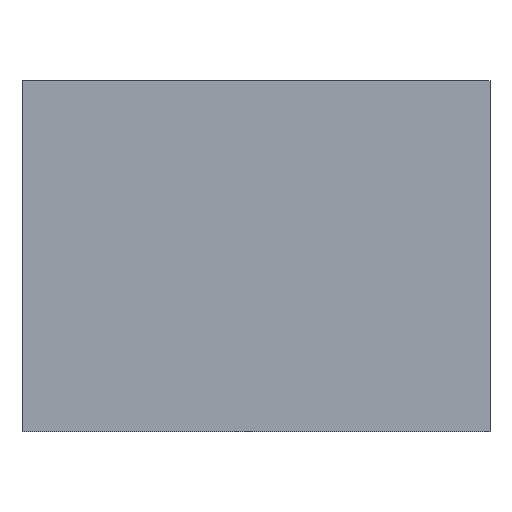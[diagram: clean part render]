
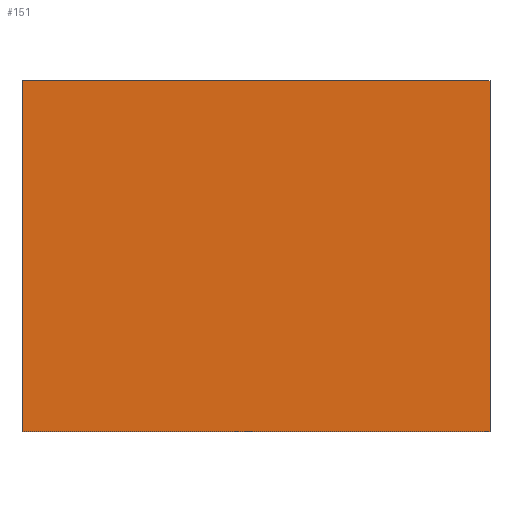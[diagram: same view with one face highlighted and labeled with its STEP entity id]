
A CAD part, front view. The second image highlights one B-rep face of the part: STEP entity #151.
In plain terms, the highlighted planar face has unit normal (0, -1, 0).
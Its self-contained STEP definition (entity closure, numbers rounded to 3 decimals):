
#8 = CARTESIAN_POINT ( 'NONE',  ( 1., 0., 0.75 ) ) ;
#16 = PLANE ( 'NONE',  #200 ) ;
#37 = DIRECTION ( 'NONE',  ( 0., 0., 1. ) ) ;
#74 = ORIENTED_EDGE ( 'NONE', *, *, #122, .F. ) ;
#90 = VERTEX_POINT ( 'NONE', #101 ) ;
#98 = CARTESIAN_POINT ( 'NONE',  ( 1., 0., -0.75 ) ) ;
#101 = CARTESIAN_POINT ( 'NONE',  ( -1., 0., -0.75 ) ) ;
#115 = DIRECTION ( 'NONE',  ( 1., 0., 0. ) ) ;
#116 = CARTESIAN_POINT ( 'NONE',  ( 1., 0., 0.75 ) ) ;
#117 = CARTESIAN_POINT ( 'NONE',  ( -1., 0., 0.75 ) ) ;
#118 = FACE_OUTER_BOUND ( 'NONE', #142, .T. ) ;
#122 = EDGE_CURVE ( 'NONE', #289, #90, #353, .T. ) ;
#142 = EDGE_LOOP ( 'NONE', ( #354, #74, #187, #165 ) ) ;
#151 = ADVANCED_FACE ( 'NONE', ( #118 ), #16, .F. ) ;
#160 = EDGE_CURVE ( 'NONE', #202, #168, #264, .T. ) ;
#165 = ORIENTED_EDGE ( 'NONE', *, *, #160, .F. ) ;
#168 = VERTEX_POINT ( 'NONE', #116 ) ;
#170 = EDGE_CURVE ( 'NONE', #168, #289, #228, .T. ) ;
#173 = DIRECTION ( 'NONE',  ( 0., 1., 0. ) ) ;
#187 = ORIENTED_EDGE ( 'NONE', *, *, #170, .F. ) ;
#195 = VECTOR ( 'NONE', #269, 1000. ) ;
#196 = CARTESIAN_POINT ( 'NONE',  ( 0., 0., 0. ) ) ;
#200 = AXIS2_PLACEMENT_3D ( 'NONE', #196, #173, #37 ) ;
#202 = VERTEX_POINT ( 'NONE', #117 ) ;
#203 = DIRECTION ( 'NONE',  ( -1., 0., 0. ) ) ;
#207 = CARTESIAN_POINT ( 'NONE',  ( 1., 0., -0.75 ) ) ;
#228 = LINE ( 'NONE', #317, #280 ) ;
#242 = CARTESIAN_POINT ( 'NONE',  ( -1., 0., 0.75 ) ) ;
#260 = DIRECTION ( 'NONE',  ( 0., 0., -1. ) ) ;
#264 = LINE ( 'NONE', #8, #351 ) ;
#269 = DIRECTION ( 'NONE',  ( 0., 0., 1. ) ) ;
#280 = VECTOR ( 'NONE', #260, 1000. ) ;
#289 = VERTEX_POINT ( 'NONE', #207 ) ;
#299 = EDGE_CURVE ( 'NONE', #90, #202, #300, .T. ) ;
#300 = LINE ( 'NONE', #242, #195 ) ;
#317 = CARTESIAN_POINT ( 'NONE',  ( 1., 0., 0.75 ) ) ;
#343 = VECTOR ( 'NONE', #203, 1000. ) ;
#351 = VECTOR ( 'NONE', #115, 1000. ) ;
#353 = LINE ( 'NONE', #98, #343 ) ;
#354 = ORIENTED_EDGE ( 'NONE', *, *, #299, .F. ) ;
